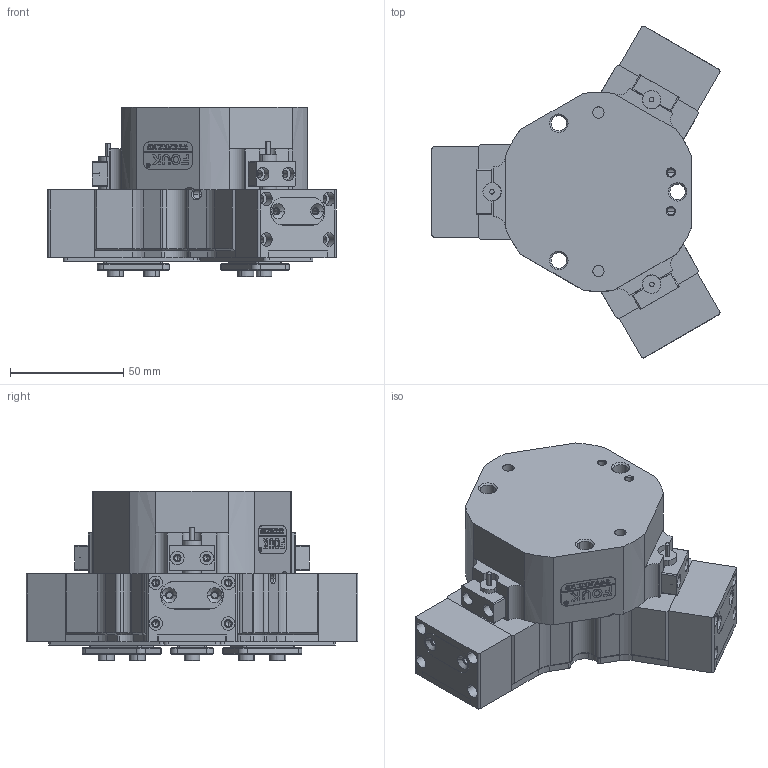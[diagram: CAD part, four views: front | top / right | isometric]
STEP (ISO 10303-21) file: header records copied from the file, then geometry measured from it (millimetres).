
FILE_DESCRIPTION (( 'STEP AP203' ), '1' );
FILE_NAME ('TZ55-113-L-P.STEP', '2024-11-27T08:00:52', ( 'USER-' ), ( 'Microsoft' ), 'SwSTEP 2.0', 'SolidWorks 2018', '' );
FILE_SCHEMA (( 'CONFIG_CONTROL_DESIGN' ));
Length unit declared in the file: millimetre
Products named in the file (18): TZ55L-12耜假蚾极; TZ55-113-L-P; TZ55-113-L杅耀.sldasm-Part-28; 25x12-R3; 揤輸杅耀.sldasm-Part-9; 7x5-6隅弇杶; TZ55L-14 防尘移动板(默认); TZ55L-13假蚾薊啣; TZ55-113-L杅耀.sldasm-Part-21; TZ55-113-L-15耜猾苤裔; TZ55-113-L杅耀.sldasm-Part-24; 揤輸蚾饜极; TZ55-113-L杅耀.sldasm-Part-6; 埴翐芛_GB_FASTENER_SCREWS_HSHCS M2X8-N; TZ55L-11奻葡裔啣极; TZ55-113-L-C28杅耀; TZ55-113-L杅耀.sldasm-Part-7; TZ55-113-L杅耀.sldasm-Part-5
Assembly tree (43 placements, depth 4):
  TZ55-113-L-P
    TZ55L-12耜假蚾极  x3
    TZ55L-11奻葡裔啣极
    TZ55L-13假蚾薊啣  x3
    TZ55L-14 防尘移动板(默认)  x3
    TZ55-113-L-15耜猾苤裔  x3
    7x5-6隅弇杶  x12
    TZ55-113-L-C28杅耀
      TZ55-113-L杅耀.sldasm-Part-5  x2
      TZ55-113-L杅耀.sldasm-Part-6  x2
      TZ55-113-L杅耀.sldasm-Part-7
      TZ55-113-L杅耀.sldasm-Part-21
      TZ55-113-L杅耀.sldasm-Part-24
      TZ55-113-L杅耀.sldasm-Part-28  x3
      揤輸蚾饜极  x3
        揤輸杅耀.sldasm-Part-9
        埴翐芛_GB_FASTENER_SCREWS_HSHCS M2X8-N
      25x12-R3
Bounding box: 127.2 x 146.57 x 75 mm (x, y, z)
Volume: 460271.6 mm3; surface area: 128292 mm2
Topology: 45 solids, 54 shells, 2152 faces, 5386 edges, 3355 vertices
Faces by surface type: plane 863, cylinder 682, cone 440, bspline 155, torus 12
Entity records: 49217 total; most frequent: CARTESIAN_POINT 13589, ORIENTED_EDGE 6922, DIRECTION 6689, EDGE_CURVE 3461, AXIS2_PLACEMENT_3D 2294, VERTEX_POINT 2226, LINE 2101, VECTOR 2101
